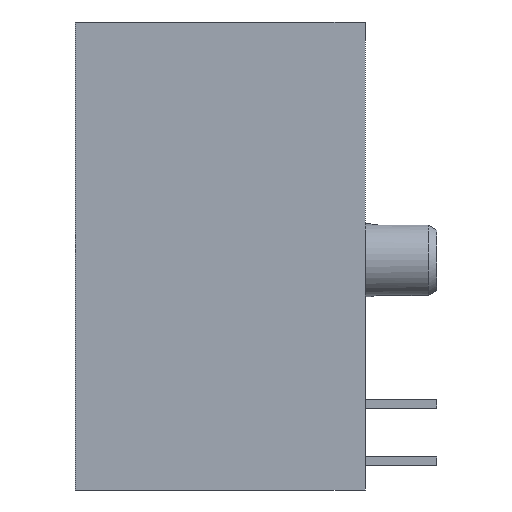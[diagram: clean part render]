
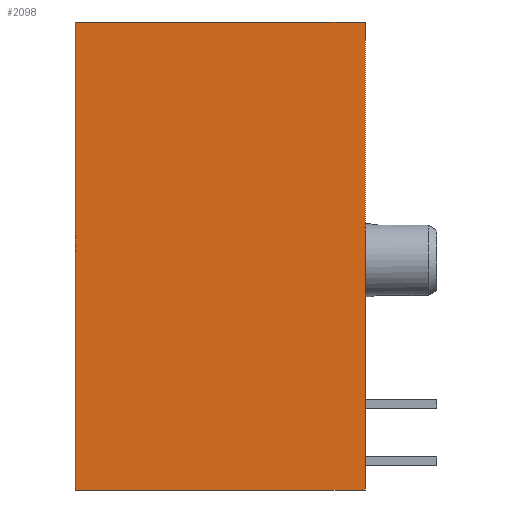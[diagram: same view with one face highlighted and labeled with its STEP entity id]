
A CAD part, left-side view. The second image highlights one B-rep face of the part: STEP entity #2098.
In plain terms, the highlighted planar face has unit normal (-1, 0, 0).
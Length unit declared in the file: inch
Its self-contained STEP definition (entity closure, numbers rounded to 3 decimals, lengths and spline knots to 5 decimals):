
#218 = CARTESIAN_POINT ( 'NONE',  ( -0.3025, 0.505, 0.415 ) ) ;
#272 = CARTESIAN_POINT ( 'NONE',  ( -0.3025, 0.505, 0.415 ) ) ;
#434 = LINE ( 'NONE', #5496, #6192 ) ;
#484 = CARTESIAN_POINT ( 'NONE',  ( -0.3025, 0., 0.415 ) ) ;
#568 = LINE ( 'NONE', #2867, #5882 ) ;
#650 = EDGE_CURVE ( 'NONE', #5308, #4047, #434, .T. ) ;
#853 = EDGE_LOOP ( 'NONE', ( #4555, #2091, #1560, #2168 ) ) ;
#1320 = CARTESIAN_POINT ( 'NONE',  ( -0.3025, 0., -0.4 ) ) ;
#1560 = ORIENTED_EDGE ( 'NONE', *, *, #2038, .F. ) ;
#1686 = DIRECTION ( 'NONE',  ( 0., -1., 0. ) ) ;
#1823 = EDGE_CURVE ( 'NONE', #4047, #4564, #568, .T. ) ;
#2022 = DIRECTION ( 'NONE',  ( 0., -1., 0. ) ) ;
#2038 = EDGE_CURVE ( 'NONE', #5308, #2411, #5510, .T. ) ;
#2063 = PLANE ( 'NONE',  #2281 ) ;
#2091 = ORIENTED_EDGE ( 'NONE', *, *, #6164, .F. ) ;
#2098 = ADVANCED_FACE ( 'NONE', ( #3031 ), #2063, .F. ) ;
#2153 = LINE ( 'NONE', #4114, #2512 ) ;
#2156 = DIRECTION ( 'NONE',  ( 0., 0., 1. ) ) ;
#2168 = ORIENTED_EDGE ( 'NONE', *, *, #650, .T. ) ;
#2281 = AXIS2_PLACEMENT_3D ( 'NONE', #3059, #4023, #6001 ) ;
#2411 = VERTEX_POINT ( 'NONE', #272 ) ;
#2512 = VECTOR ( 'NONE', #1686, 39.37008 ) ;
#2867 = CARTESIAN_POINT ( 'NONE',  ( -0.3025, 0., 0.415 ) ) ;
#2999 = DIRECTION ( 'NONE',  ( 0., 0., 1. ) ) ;
#3031 = FACE_OUTER_BOUND ( 'NONE', #853, .T. ) ;
#3059 = CARTESIAN_POINT ( 'NONE',  ( -0.3025, 0.505, 0.415 ) ) ;
#4023 = DIRECTION ( 'NONE',  ( 1., 0., 0. ) ) ;
#4047 = VERTEX_POINT ( 'NONE', #1320 ) ;
#4114 = CARTESIAN_POINT ( 'NONE',  ( -0.3025, 0.505, 0.415 ) ) ;
#4555 = ORIENTED_EDGE ( 'NONE', *, *, #1823, .T. ) ;
#4564 = VERTEX_POINT ( 'NONE', #484 ) ;
#5308 = VERTEX_POINT ( 'NONE', #5631 ) ;
#5368 = VECTOR ( 'NONE', #2156, 39.37008 ) ;
#5496 = CARTESIAN_POINT ( 'NONE',  ( -0.3025, 0.505, -0.4 ) ) ;
#5510 = LINE ( 'NONE', #218, #5368 ) ;
#5631 = CARTESIAN_POINT ( 'NONE',  ( -0.3025, 0.505, -0.4 ) ) ;
#5882 = VECTOR ( 'NONE', #2999, 39.37008 ) ;
#6001 = DIRECTION ( 'NONE',  ( 0., 0., -1. ) ) ;
#6164 = EDGE_CURVE ( 'NONE', #2411, #4564, #2153, .T. ) ;
#6192 = VECTOR ( 'NONE', #2022, 39.37008 ) ;
